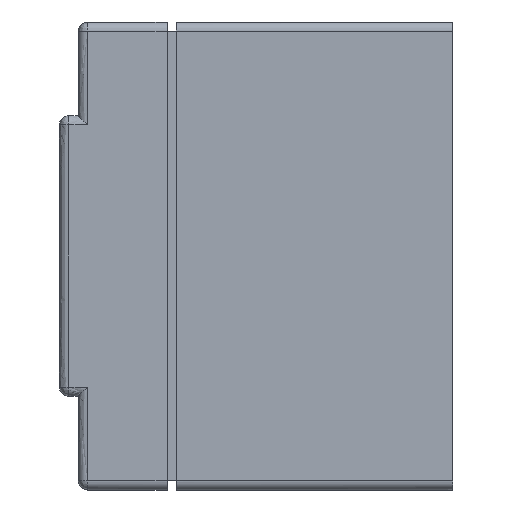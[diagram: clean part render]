
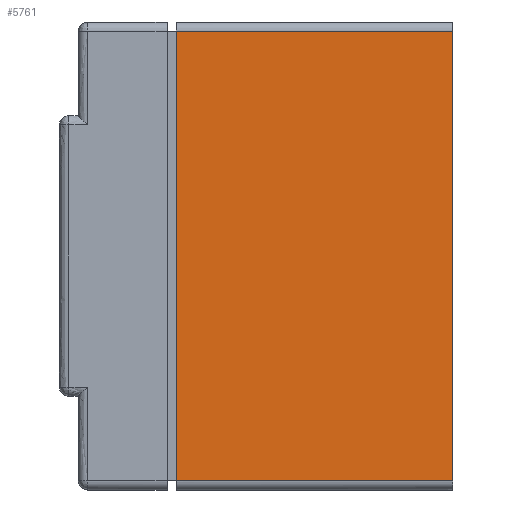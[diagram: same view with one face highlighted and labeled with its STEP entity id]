
A CAD part, left-side view. The second image highlights one B-rep face of the part: STEP entity #5761.
In plain terms, the highlighted free-form (B-spline) face has degree [1, 1] with [2, 2] control points.
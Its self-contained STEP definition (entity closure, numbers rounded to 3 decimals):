
#5365 = VERTEX_POINT('',#5366);
#5366 = CARTESIAN_POINT('',(-34.129,4.913,
    -12.411));
#5372 = EDGE_CURVE('',#5373,#5365,#5375,.T.);
#5373 = VERTEX_POINT('',#5374);
#5374 = CARTESIAN_POINT('',(-34.129,4.913,
    12.411));
#5375 = B_SPLINE_CURVE_WITH_KNOTS('',1,(#5376,#5377),.UNSPECIFIED.,.F.,
  .F.,(2,2),(-24.5,-0.5),.PIECEWISE_BEZIER_KNOTS.);
#5376 = CARTESIAN_POINT('',(-34.129,4.913,
    12.411));
#5377 = CARTESIAN_POINT('',(-34.129,4.913,
    -12.411));
#5562 = EDGE_CURVE('',#5563,#5565,#5567,.T.);
#5563 = VERTEX_POINT('',#5564);
#5564 = CARTESIAN_POINT('',(-34.129,-10.342,
    -12.411));
#5565 = VERTEX_POINT('',#5566);
#5566 = CARTESIAN_POINT('',(-34.129,-10.342,
    12.411));
#5567 = B_SPLINE_CURVE_WITH_KNOTS('',1,(#5568,#5569),.UNSPECIFIED.,.F.,
  .F.,(2,2),(0.5,24.5),.PIECEWISE_BEZIER_KNOTS.);
#5568 = CARTESIAN_POINT('',(-34.129,-10.342,
    -12.411));
#5569 = CARTESIAN_POINT('',(-34.129,-10.342,
    12.411));
#5631 = EDGE_CURVE('',#5565,#5373,#5632,.T.);
#5632 = B_SPLINE_CURVE_WITH_KNOTS('',1,(#5633,#5634),.UNSPECIFIED.,.F.,
  .F.,(2,2),(-20.,-5.25),.PIECEWISE_BEZIER_KNOTS.);
#5633 = CARTESIAN_POINT('',(-34.129,-10.342,
    12.411));
#5634 = CARTESIAN_POINT('',(-34.129,4.913,
    12.411));
#5703 = EDGE_CURVE('',#5365,#5563,#5704,.T.);
#5704 = B_SPLINE_CURVE_WITH_KNOTS('',1,(#5705,#5706),.UNSPECIFIED.,.F.,
  .F.,(2,2),(5.25,20.),.PIECEWISE_BEZIER_KNOTS.);
#5705 = CARTESIAN_POINT('',(-34.129,4.913,
    -12.411));
#5706 = CARTESIAN_POINT('',(-34.129,-10.342,
    -12.411));
#5761 = ADVANCED_FACE('',(#5762),#5768,.F.);
#5762 = FACE_BOUND('',#5763,.T.);
#5763 = EDGE_LOOP('',(#5764,#5765,#5766,#5767));
#5764 = ORIENTED_EDGE('',*,*,#5631,.T.);
#5765 = ORIENTED_EDGE('',*,*,#5372,.T.);
#5766 = ORIENTED_EDGE('',*,*,#5703,.T.);
#5767 = ORIENTED_EDGE('',*,*,#5562,.T.);
#5768 = B_SPLINE_SURFACE_WITH_KNOTS('',1,1,(
    (#5769,#5770)
    ,(#5771,#5772
    )),.UNSPECIFIED.,.F.,.F.,.F.,(2,2),(2,2),(-24.5,-0.5),(-20.,-5.25),
  .PIECEWISE_BEZIER_KNOTS.);
#5769 = CARTESIAN_POINT('',(-34.129,-10.342,
    12.411));
#5770 = CARTESIAN_POINT('',(-34.129,4.913,
    12.411));
#5771 = CARTESIAN_POINT('',(-34.129,-10.342,
    -12.411));
#5772 = CARTESIAN_POINT('',(-34.129,4.913,
    -12.411));
